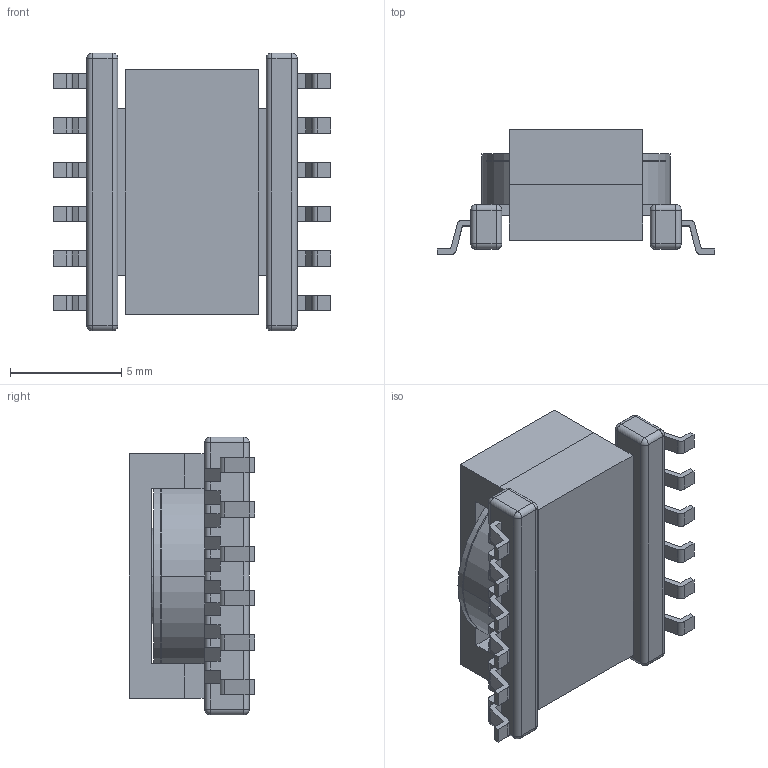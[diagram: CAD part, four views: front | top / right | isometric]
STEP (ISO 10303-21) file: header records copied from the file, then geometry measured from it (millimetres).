
FILE_DESCRIPTION (( 'STEP AP214' ), '1' );
FILE_NAME ('ER11.5_6058.STEP', '2019-01-31T20:48:35', ( '' ), ( '' ), 'SwSTEP 2.0', 'SolidWorks 2017', '' );
FILE_SCHEMA (( 'AUTOMOTIVE_DESIGN' ));
Length unit declared in the file: millimetre
Products named in the file (4): 150-2140_6A; 070-6058_coil; 070-6058_6C; ER11.5_6058
Assembly tree (4 placements, depth 2):
  ER11.5_6058
    070-6058_6C
    070-6058_coil
    150-2140_6A  x2
Bounding box: 12.48 x 5.64 x 12.5 mm (x, y, z)
Volume: 409 mm3; surface area: 1073.7 mm2
Topology: 4 solids, 4 shells, 340 faces, 904 edges, 560 vertices
Faces by surface type: plane 224, cylinder 96, sphere 16, torus 4
Entity records: 11671 total; most frequent: CARTESIAN_POINT 1748, ORIENTED_EDGE 1692, DIRECTION 1678, EDGE_CURVE 846, LINE 658, VECTOR 658, VERTEX_POINT 532, AXIS2_PLACEMENT_3D 510
